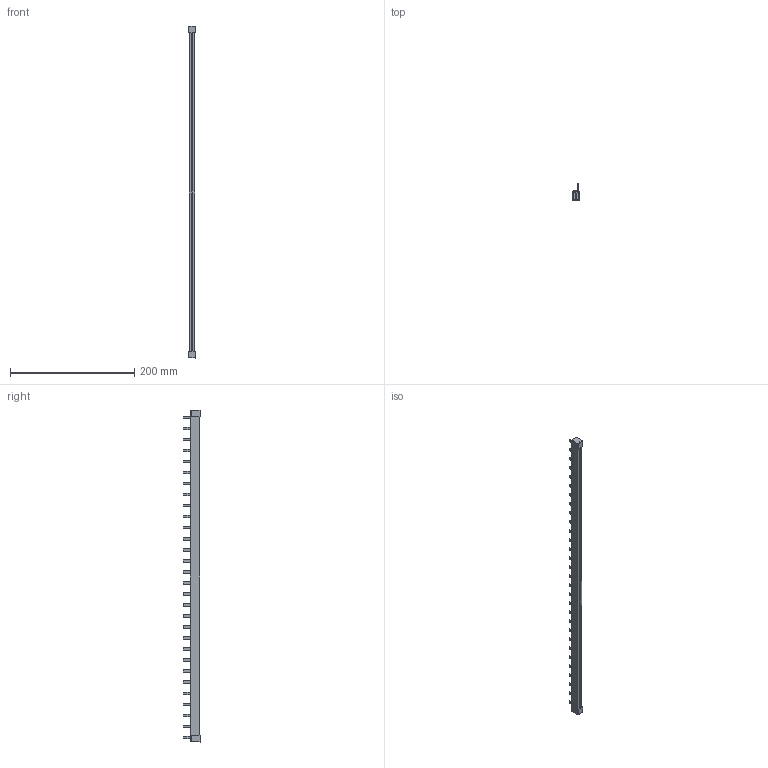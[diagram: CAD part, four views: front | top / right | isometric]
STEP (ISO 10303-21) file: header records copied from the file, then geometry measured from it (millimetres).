
FILE_DESCRIPTION (( 'STEP AP203' ), '1' );
FILE_NAME ('2 Fazlý Müþterek W Otomat Barasý - 15 Modül - 3024.STEP', '2020-08-17T06:33:32', ( '' ), ( '' ), 'SwSTEP 2.0', 'SolidWorks 2011', '' );
FILE_SCHEMA (( 'CONFIG_CONTROL_DESIGN' ));
Length unit declared in the file: millimetre
Products named in the file (1): 2 Fazlý Müþterek W Otomat Barasý - 15 Modül - 3024
Bounding box: 11.8 x 27.9 x 534 mm (x, y, z)
Volume: 57693.7 mm3; surface area: 55264.6 mm2
Topology: 1 solids, 2 shells, 1534 faces, 4474 edges, 2976 vertices
Faces by surface type: plane 1258, cylinder 208, bspline 60, torus 8
Entity records: 51613 total; most frequent: CARTESIAN_POINT 11493, ORIENTED_EDGE 8948, DIRECTION 7372, EDGE_CURVE 4474, VECTOR 3814, LINE 3814, VERTEX_POINT 2976, AXIS2_PLACEMENT_3D 1779
